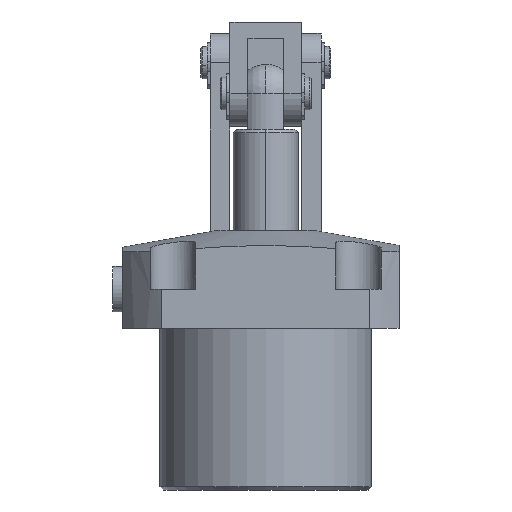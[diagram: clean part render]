
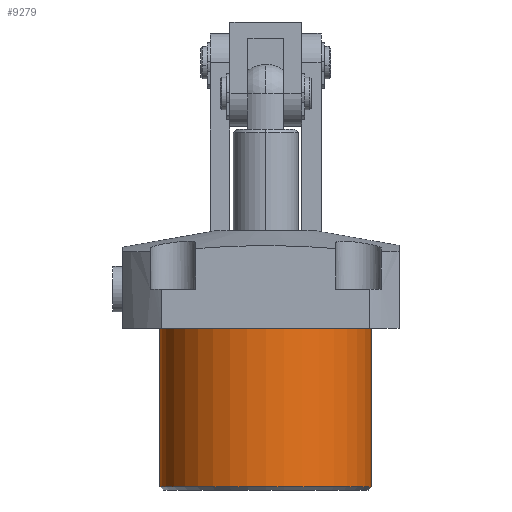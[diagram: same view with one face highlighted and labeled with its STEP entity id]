
A CAD part, front view. The second image highlights one B-rep face of the part: STEP entity #9279.
In plain terms, the highlighted cylindrical face has radius 32.5 mm (diameter 65 mm), a partial arc.
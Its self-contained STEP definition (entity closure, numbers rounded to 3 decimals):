
#1033 = CARTESIAN_POINT ( 'NONE',  ( 0., 0., -49.7 ) ) ;
#1035 = DIRECTION ( 'NONE',  ( 0., 0., 1. ) ) ;
#1040 = DIRECTION ( 'NONE',  ( 1., 0., 0. ) ) ;
#1314 = CIRCLE ( 'NONE', #4776, 32.5 ) ;
#1362 = CIRCLE ( 'NONE', #4771, 32.5 ) ;
#1597 = ORIENTED_EDGE ( 'NONE', *, *, #5109, .F. ) ;
#1598 = ORIENTED_EDGE ( 'NONE', *, *, #5285, .T. ) ;
#1599 = ORIENTED_EDGE ( 'NONE', *, *, #5111, .T. ) ;
#1600 = ORIENTED_EDGE ( 'NONE', *, *, #5256, .T. ) ;
#4087 = EDGE_LOOP ( 'NONE', ( #1597, #1598, #1599, #1600 ) ) ;
#4771 = AXIS2_PLACEMENT_3D ( 'NONE', #9045, #9038, #9036 ) ;
#4776 = AXIS2_PLACEMENT_3D ( 'NONE', #7667, #7666, #7665 ) ;
#5109 = EDGE_CURVE ( 'NONE', #6228, #6260, #6534, .T. ) ;
#5111 = EDGE_CURVE ( 'NONE', #6227, #6264, #6541, .T. ) ;
#5256 = EDGE_CURVE ( 'NONE', #6264, #6260, #1314, .T. ) ;
#5285 = EDGE_CURVE ( 'NONE', #6228, #6227, #1362, .T. ) ;
#6227 = VERTEX_POINT ( 'NONE', #7473 ) ;
#6228 = VERTEX_POINT ( 'NONE', #7472 ) ;
#6260 = VERTEX_POINT ( 'NONE', #7439 ) ;
#6264 = VERTEX_POINT ( 'NONE', #7435 ) ;
#6534 = LINE ( 'NONE', #9529, #6540 ) ;
#6540 = VECTOR ( 'NONE', #9522, 1000. ) ;
#6541 = LINE ( 'NONE', #9525, #6543 ) ;
#6543 = VECTOR ( 'NONE', #9531, 1000. ) ;
#7069 = AXIS2_PLACEMENT_3D ( 'NONE', #1033, #1035, #1040 ) ;
#7435 = CARTESIAN_POINT ( 'NONE',  ( 32.5, 0., 0. ) ) ;
#7439 = CARTESIAN_POINT ( 'NONE',  ( -32.5, 0., 0. ) ) ;
#7472 = CARTESIAN_POINT ( 'NONE',  ( -32.5, 0., -48.7 ) ) ;
#7473 = CARTESIAN_POINT ( 'NONE',  ( 32.5, 0., -48.7 ) ) ;
#7665 = DIRECTION ( 'NONE',  ( 1., 0., 0. ) ) ;
#7666 = DIRECTION ( 'NONE',  ( 0., 0., -1. ) ) ;
#7667 = CARTESIAN_POINT ( 'NONE',  ( 0., 0., 0. ) ) ;
#7947 = CYLINDRICAL_SURFACE ( 'NONE', #7069, 32.5 ) ;
#7956 = FACE_OUTER_BOUND ( 'NONE', #4087, .T. ) ;
#9036 = DIRECTION ( 'NONE',  ( -1., 0., 0. ) ) ;
#9038 = DIRECTION ( 'NONE',  ( 0., 0., 1. ) ) ;
#9045 = CARTESIAN_POINT ( 'NONE',  ( 0., 0., -48.7 ) ) ;
#9279 = ADVANCED_FACE ( 'NONE', ( #7956 ), #7947, .T. ) ;
#9522 = DIRECTION ( 'NONE',  ( 0., 0., 1. ) ) ;
#9525 = CARTESIAN_POINT ( 'NONE',  ( 32.5, 0., -49.7 ) ) ;
#9529 = CARTESIAN_POINT ( 'NONE',  ( -32.5, 0., -49.7 ) ) ;
#9531 = DIRECTION ( 'NONE',  ( 0., 0., 1. ) ) ;
